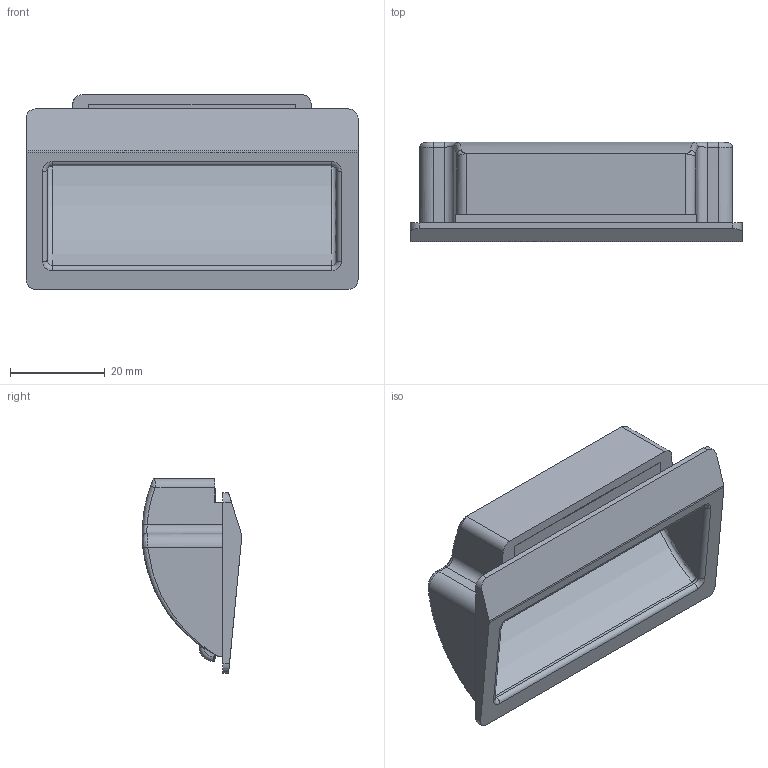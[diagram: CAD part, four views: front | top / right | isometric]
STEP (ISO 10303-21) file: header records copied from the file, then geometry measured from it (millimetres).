
FILE_DESCRIPTION (( 'STEP AP214' ), '1' );
FILE_NAME ('THA_241_2W_1_2.STEP', '2016-04-27T07:18:02', ( '' ), ( '' ), 'SwSTEP 2.0', 'SolidWorks 2015', '' );
FILE_SCHEMA (( 'AUTOMOTIVE_DESIGN' ));
Length unit declared in the file: millimetre
Products named in the file (2): pull; THA_241_2W_1_2
Assembly tree (1 placements, depth 2):
  THA_241_2W_1_2
    pull
Bounding box: 70 x 21 x 41 mm (x, y, z)
Volume: 14200 mm3; surface area: 11741.3 mm2
Topology: 1 solids, 1 shells, 90 faces, 231 edges, 142 vertices
Faces by surface type: plane 39, cylinder 31, bspline 16, torus 4
Entity records: 3653 total; most frequent: CARTESIAN_POINT 1625, ORIENTED_EDGE 454, DIRECTION 357, EDGE_CURVE 227, VERTEX_POINT 142, VECTOR 121, LINE 121, AXIS2_PLACEMENT_3D 118
